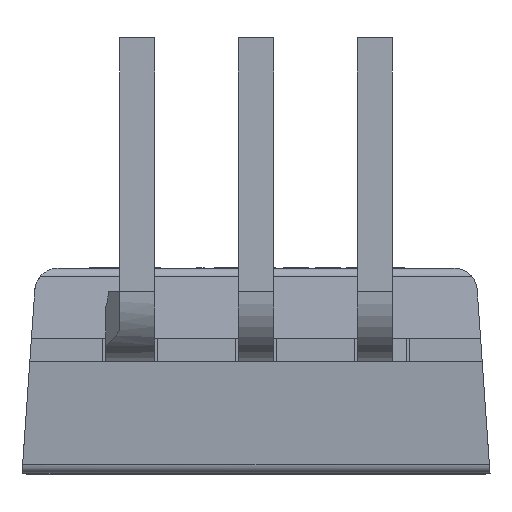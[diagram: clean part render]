
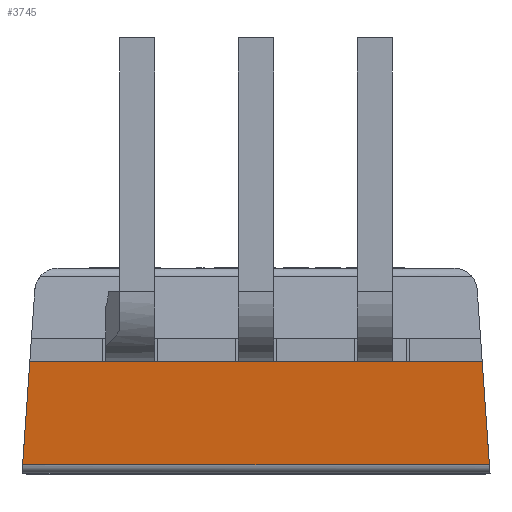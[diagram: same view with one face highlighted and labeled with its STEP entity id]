
A CAD part, left-side view. The second image highlights one B-rep face of the part: STEP entity #3745.
In plain terms, the highlighted planar face has unit normal (-0.996, 0, -0.087).
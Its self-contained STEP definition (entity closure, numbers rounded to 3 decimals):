
#256=FACE_OUTER_BOUND('',#472,.T.);
#472=EDGE_LOOP('',(#2873,#2874,#2875,#2876));
#806=LINE('',#5558,#1264);
#823=LINE('',#5591,#1281);
#824=LINE('',#5593,#1282);
#825=LINE('',#5594,#1283);
#1264=VECTOR('',#4547,1000.);
#1281=VECTOR('',#4570,1000.);
#1282=VECTOR('',#4571,1000.);
#1283=VECTOR('',#4572,1000.);
#1676=VERTEX_POINT('',#5555);
#1677=VERTEX_POINT('',#5557);
#1690=VERTEX_POINT('',#5590);
#1691=VERTEX_POINT('',#5592);
#2106=EDGE_CURVE('',#1677,#1676,#806,.T.);
#2123=EDGE_CURVE('',#1676,#1690,#823,.T.);
#2124=EDGE_CURVE('',#1690,#1691,#824,.T.);
#2125=EDGE_CURVE('',#1691,#1677,#825,.T.);
#2873=ORIENTED_EDGE('',*,*,#2123,.T.);
#2874=ORIENTED_EDGE('',*,*,#2124,.T.);
#2875=ORIENTED_EDGE('',*,*,#2125,.T.);
#2876=ORIENTED_EDGE('',*,*,#2106,.T.);
#3555=PLANE('',#4003);
#3745=ADVANCED_FACE('',(#256),#3555,.F.);
#4003=AXIS2_PLACEMENT_3D('',#5589,#4568,#4569);
#4547=DIRECTION('',(0.,1.,0.));
#4568=DIRECTION('center_axis',(0.996,0.,
0.087));
#4569=DIRECTION('ref_axis',(-0.087,0.,0.996));
#4570=DIRECTION('',(0.087,0.069,-0.994));
#4571=DIRECTION('',(0.,-1.,0.));
#4572=DIRECTION('',(-0.087,0.069,0.994));
#5555=CARTESIAN_POINT('',(-1.,4.834,-3.));
#5557=CARTESIAN_POINT('',(-1.,-4.834,-3.));
#5558=CARTESIAN_POINT('',(-1.,-5.,-3.));
#5589=CARTESIAN_POINT('Origin',(-1.,-5.,-3.));
#5590=CARTESIAN_POINT('',(-0.808,4.987,-5.197));
#5591=CARTESIAN_POINT('',(-1.059,4.786,-2.321));
#5592=CARTESIAN_POINT('',(-0.808,-4.987,-5.197));
#5593=CARTESIAN_POINT('',(-0.808,-5.,-5.197));
#5594=CARTESIAN_POINT('',(-0.999,-4.834,-3.011));
